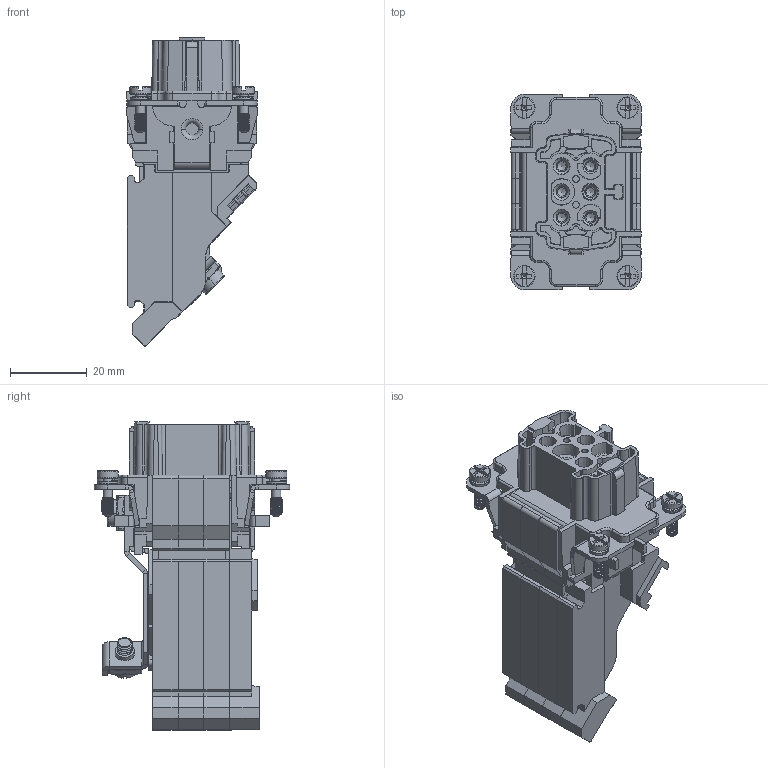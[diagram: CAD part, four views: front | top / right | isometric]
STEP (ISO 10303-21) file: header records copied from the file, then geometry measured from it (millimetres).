
FILE_DESCRIPTION(/* description */ (''),/* implementation_level */ '2;1');
FILE_NAME(/* name */ 'HE-006-FQ.AV.L.stp',/* time_stamp */ '2023-08-10T21:09:00+08:00',/* author */ (''),/* organization */ (''),/* preprocessor_version */ 'ST-DEVELOPER v18.1',/* originating_system */ 'SIEMENS PLM Software NX 1980',/* authorisation */ '');
FILE_SCHEMA (('AUTOMOTIVE_DESIGN { 1 0 10303 214 3 1 1 1 }'));
Products named in the file (1): _model1
Bounding box: 34 x 51 x 80.45 mm (x, y, z)
Volume: 37509.5 mm3; surface area: 45161.1 mm2
Topology: 10 solids, 21 shells, 4316 faces, 12642 edges, 8296 vertices
Faces by surface type: plane 2706, cylinder 1045, cone 300, bspline 129, torus 111, revolution 24, extrusion 1
Full cylindrical faces by diameter (mm): 2 x8, 2.4 x4, 2.9 x6, 4.5 x6, 5.6 x4
Entity records: 183941 total; most frequent: CARTESIAN_POINT 52004, ORIENTED_EDGE 25012, DIRECTION 20763, EDGE_CURVE 12506, VERTEX_POINT 8249, VECTOR 7893, LINE 7892, AXIS2_PLACEMENT_3D 6423
